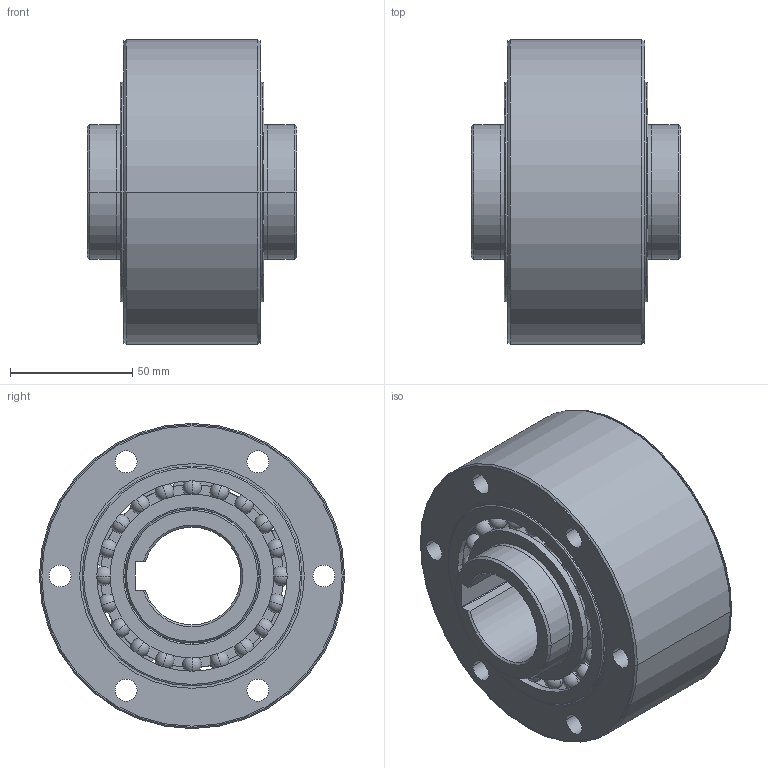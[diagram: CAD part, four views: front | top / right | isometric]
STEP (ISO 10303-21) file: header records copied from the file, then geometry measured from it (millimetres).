
FILE_DESCRIPTION((''),'2;1');
FILE_NAME('_CGS_TEMP_IGS','2023-05-19T',('SYSTEM'),(''),'PRO/ENGINEER BY PARAMETRIC TECHNOLOGY CORPORATION, 2016360','PRO/ENGINEER BY PARAMETRIC TECHNOLOGY CORPORATION, 2016360','');
FILE_SCHEMA(('AUTOMOTIVE_DESIGN { 1 0 10303 214 1 1 1 1 }'));
Length unit declared in the file: inch
Products named in the file (1): _CGS_TEMP_IGS
Bounding box: 86 x 125 x 125 mm (x, y, z)
Volume: 557776.7 mm3; surface area: 127097.5 mm2
Topology: 61 solids, 65 shells, 560 faces, 1421 edges, 828 vertices
Faces by surface type: cylinder 137, plane 125, sphere 120, cone 74, bspline 60, torus 44
Entity records: 26460 total; most frequent: CARTESIAN_POINT 13419, DIRECTION 2911, ORIENTED_EDGE 2482, AXIS2_PLACEMENT_3D 1314, EDGE_CURVE 1241, VERTEX_POINT 828, CIRCLE 814, EDGE_LOOP 619
